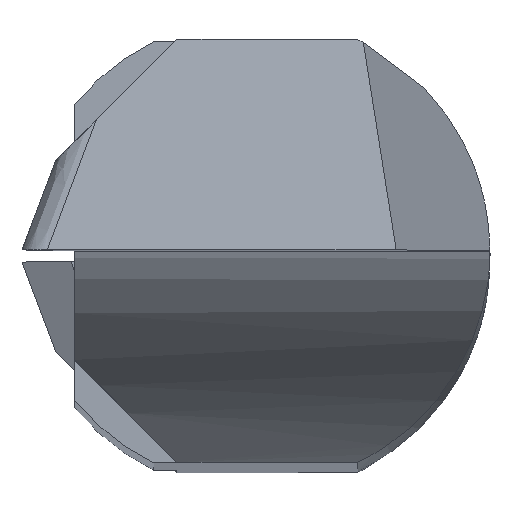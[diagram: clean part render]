
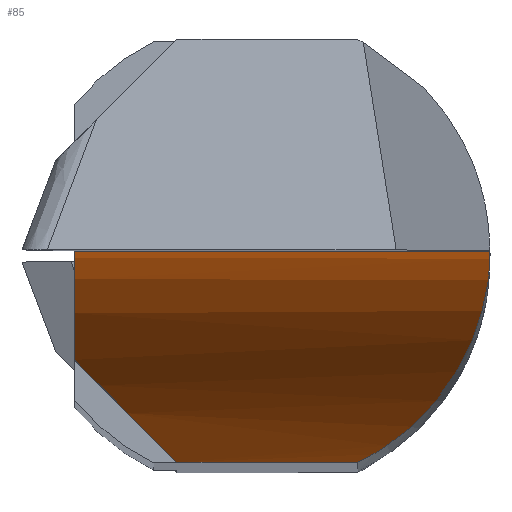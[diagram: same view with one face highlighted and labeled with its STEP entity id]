
A CAD part, top view. The second image highlights one B-rep face of the part: STEP entity #85.
In plain terms, the highlighted cylindrical face has radius 5 mm (diameter 10 mm), a partial arc.
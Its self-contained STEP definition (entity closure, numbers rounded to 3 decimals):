
#85=ADVANCED_FACE('',(#128),#112,.F.);
#112=CYLINDRICAL_SURFACE('',#844,5.);
#128=FACE_OUTER_BOUND('',#165,.T.);
#165=EDGE_LOOP('',(#270,#271,#272,#273,#274));
#192=CIRCLE('',#843,5.);
#201=ELLIPSE('',#842,7.071,5.);
#270=ORIENTED_EDGE('',*,*,#511,.F.);
#271=ORIENTED_EDGE('',*,*,#512,.T.);
#272=ORIENTED_EDGE('',*,*,#510,.F.);
#273=ORIENTED_EDGE('',*,*,#513,.F.);
#274=ORIENTED_EDGE('',*,*,#514,.F.);
#429=VERTEX_POINT('',#1214);
#434=VERTEX_POINT('',#1233);
#435=VERTEX_POINT('',#1242);
#436=VERTEX_POINT('',#1243);
#437=VERTEX_POINT('',#1246);
#510=EDGE_CURVE('',#434,#429,#580,.T.);
#511=EDGE_CURVE('',#435,#436,#201,.T.);
#512=EDGE_CURVE('',#435,#429,#648,.T.);
#513=EDGE_CURVE('',#437,#434,#649,.T.);
#514=EDGE_CURVE('',#436,#437,#192,.T.);
#580=B_SPLINE_CURVE_WITH_KNOTS('',3,(#1234,#1235,#1236,#1237,#1238,#1239),
 .UNSPECIFIED.,.F.,.F.,(4,2,4),(0.,0.5,1.),.UNSPECIFIED.);
#648=LINE('',#1244,#733);
#649=LINE('',#1245,#734);
#733=VECTOR('',#958,1.);
#734=VECTOR('',#959,1.);
#842=AXIS2_PLACEMENT_3D('',#1241,#956,#957);
#843=AXIS2_PLACEMENT_3D('',#1247,#960,#961);
#844=AXIS2_PLACEMENT_3D('',#1248,#962,#963);
#956=DIRECTION('',(0.707,0.707,0.));
#957=DIRECTION('',(0.707,-0.707,0.));
#958=DIRECTION('',(1.,0.,0.));
#959=DIRECTION('',(1.,0.,0.));
#960=DIRECTION('',(1.,0.,0.));
#961=DIRECTION('',(0.,0.815,-0.579));
#962=DIRECTION('',(1.,0.,0.));
#963=DIRECTION('',(0.,1.,0.));
#1214=CARTESIAN_POINT('',(0.872,-1.8,20.));
#1233=CARTESIAN_POINT('',(2.,0.,23.842));
#1234=CARTESIAN_POINT('',(2.,0.,23.842));
#1235=CARTESIAN_POINT('',(2.,0.,23.051));
#1236=CARTESIAN_POINT('',(2.024,-0.19,22.271));
#1237=CARTESIAN_POINT('',(1.826,-0.893,20.886));
#1238=CARTESIAN_POINT('',(1.546,-1.473,20.272));
#1239=CARTESIAN_POINT('',(0.872,-1.8,20.));
#1241=CARTESIAN_POINT('',(2.525,-5.,23.842));
#1242=CARTESIAN_POINT('',(-0.675,-1.8,20.));
#1243=CARTESIAN_POINT('',(-1.55,-0.925,20.945));
#1244=CARTESIAN_POINT('',(-0.675,-1.8,20.));
#1245=CARTESIAN_POINT('',(-1.55,0.,23.842));
#1246=CARTESIAN_POINT('',(-1.55,0.,23.842));
#1247=CARTESIAN_POINT('',(-1.55,-5.,23.842));
#1248=CARTESIAN_POINT('',(-2.405,-5.,23.842));
